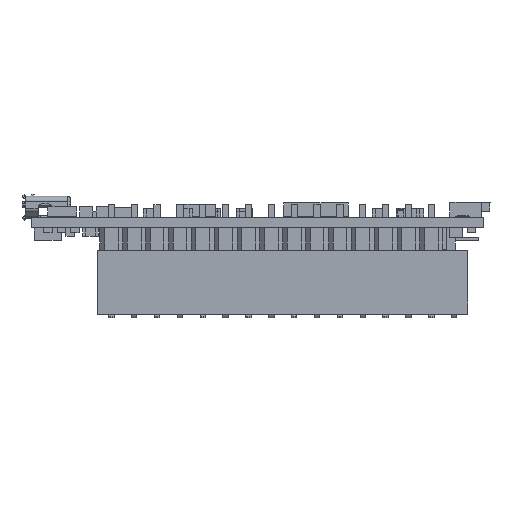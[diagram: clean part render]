
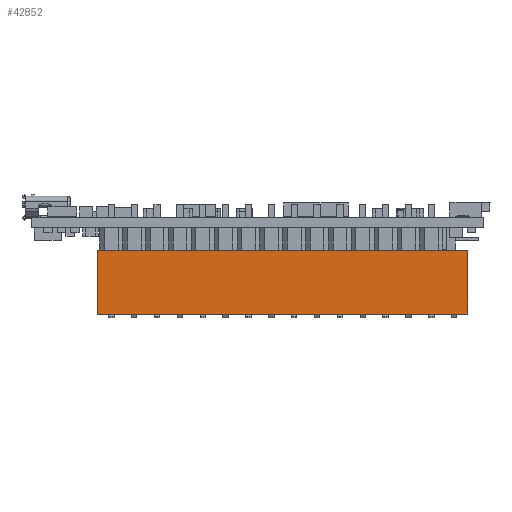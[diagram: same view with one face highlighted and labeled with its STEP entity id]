
A CAD part, left-side view. The second image highlights one B-rep face of the part: STEP entity #42852.
In plain terms, the highlighted face is planar.
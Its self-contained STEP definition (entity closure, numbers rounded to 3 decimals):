
#42825=AXIS2_PLACEMENT_3D('Plane Axis2P3D',#42822,#42823,#42824) ;
#42243=CARTESIAN_POINT('Line Origine',(0.,1.25,3.55)) ;
#42247=CARTESIAN_POINT('Vertex',(20.57,1.25,3.55)) ;
#42249=CARTESIAN_POINT('Vertex',(-20.57,1.25,3.55)) ;
#42822=CARTESIAN_POINT('Axis2P3D Location',(0.,1.25,0.)) ;
#42827=CARTESIAN_POINT('Line Origine',(-20.57,1.25,0.)) ;
#42831=CARTESIAN_POINT('Vertex',(-20.57,1.25,-3.55)) ;
#42834=CARTESIAN_POINT('Line Origine',(20.57,1.25,0.)) ;
#42838=CARTESIAN_POINT('Vertex',(20.57,1.25,-3.55)) ;
#42841=CARTESIAN_POINT('Line Origine',(0.,1.25,-3.55)) ;
#42244=DIRECTION('Vector Direction',(-1.,0.,0.)) ;
#42823=DIRECTION('Axis2P3D Direction',(0.,-1.,0.)) ;
#42824=DIRECTION('Axis2P3D XDirection',(0.,0.,-1.)) ;
#42828=DIRECTION('Vector Direction',(0.,0.,-1.)) ;
#42835=DIRECTION('Vector Direction',(0.,0.,1.)) ;
#42842=DIRECTION('Vector Direction',(1.,0.,0.)) ;
#42245=VECTOR('Line Direction',#42244,1.) ;
#42829=VECTOR('Line Direction',#42828,1.) ;
#42836=VECTOR('Line Direction',#42835,1.) ;
#42843=VECTOR('Line Direction',#42842,1.) ;
#42847=ORIENTED_EDGE('',*,*,#42833,.F.) ;
#42848=ORIENTED_EDGE('',*,*,#42251,.F.) ;
#42849=ORIENTED_EDGE('',*,*,#42840,.F.) ;
#42850=ORIENTED_EDGE('',*,*,#42845,.F.) ;
#42852=ADVANCED_FACE('',(#42851),#42826,.F.) ;
#42251=EDGE_CURVE('',#42248,#42250,#42246,.T.) ;
#42833=EDGE_CURVE('',#42250,#42832,#42830,.T.) ;
#42840=EDGE_CURVE('',#42839,#42248,#42837,.T.) ;
#42845=EDGE_CURVE('',#42832,#42839,#42844,.T.) ;
#42846=EDGE_LOOP('',(#42847,#42848,#42849,#42850)) ;
#42851=FACE_OUTER_BOUND('',#42846,.T.) ;
#42246=LINE('Line',#42243,#42245) ;
#42830=LINE('Line',#42827,#42829) ;
#42837=LINE('Line',#42834,#42836) ;
#42844=LINE('Line',#42841,#42843) ;
#42826=PLANE('Plane',#42825) ;
#42248=VERTEX_POINT('',#42247) ;
#42250=VERTEX_POINT('',#42249) ;
#42832=VERTEX_POINT('',#42831) ;
#42839=VERTEX_POINT('',#42838) ;
